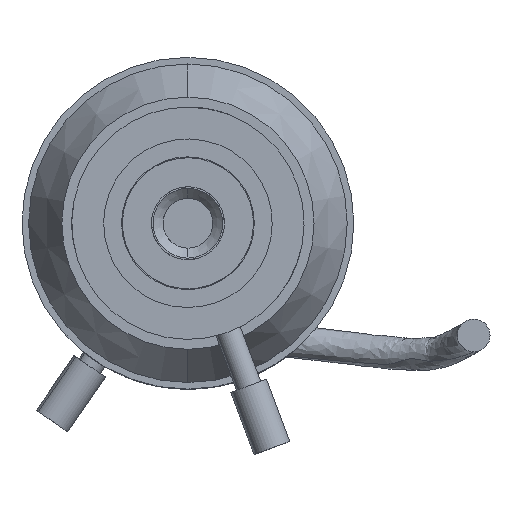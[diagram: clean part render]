
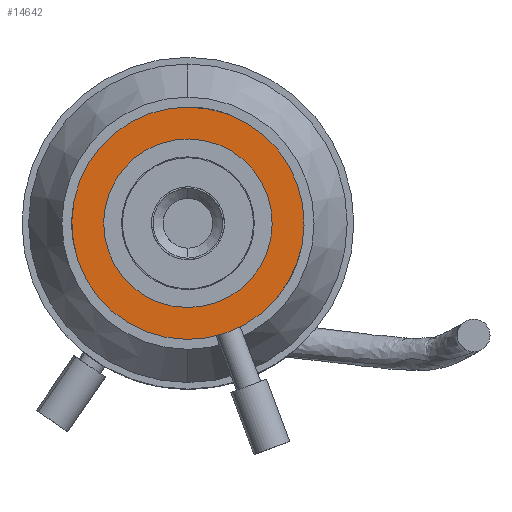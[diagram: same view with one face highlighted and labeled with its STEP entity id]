
A CAD part, left-side view. The second image highlights one B-rep face of the part: STEP entity #14642.
In plain terms, the highlighted face is planar.
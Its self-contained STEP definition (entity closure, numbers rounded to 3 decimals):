
#3486 = CARTESIAN_POINT ( 'NONE',  ( -39.58, 5.844, 8.812 ) ) ;
#3525 = CARTESIAN_POINT ( 'NONE',  ( -26.677, 5.844, 8.812 ) ) ;
#3596 = CARTESIAN_POINT ( 'NONE',  ( -33.128, 1.399, 8.812 ) ) ;
#3597 = AXIS2_PLACEMENT_3D ( 'NONE', #3596, #3658, #3657 ) ;
#3598 = FACE_OUTER_BOUND ( 'NONE', #14666, .T. ) ;
#3599 = FACE_BOUND ( 'NONE', #14646, .T. ) ;
#3605 = PLANE ( 'NONE',  #3597 ) ;
#3613 = DIRECTION ( 'NONE',  ( -1., 0., 0. ) ) ;
#3614 = DIRECTION ( 'NONE',  ( 0., 0., -1. ) ) ;
#3615 = CARTESIAN_POINT ( 'NONE',  ( -33.128, 5.844, 8.812 ) ) ;
#3616 = AXIS2_PLACEMENT_3D ( 'NONE', #3615, #3614, #3613 ) ;
#3622 = CIRCLE ( 'NONE', #3616, 6.452 ) ;
#3637 = DIRECTION ( 'NONE',  ( -1., 0., 0. ) ) ;
#3638 = DIRECTION ( 'NONE',  ( 0., 0., -1. ) ) ;
#3639 = CARTESIAN_POINT ( 'NONE',  ( -33.128, 5.844, 8.812 ) ) ;
#3640 = AXIS2_PLACEMENT_3D ( 'NONE', #3639, #3638, #3637 ) ;
#3641 = CIRCLE ( 'NONE', #3640, 8.89 ) ;
#3657 = DIRECTION ( 'NONE',  ( 1., 0., 0. ) ) ;
#3658 = DIRECTION ( 'NONE',  ( 0., 0., 1. ) ) ;
#3665 = DIRECTION ( 'NONE',  ( -1., 0., 0. ) ) ;
#3666 = DIRECTION ( 'NONE',  ( 0., 0., -1. ) ) ;
#3667 = AXIS2_PLACEMENT_3D ( 'NONE', #3674, #3666, #3665 ) ;
#3668 = CIRCLE ( 'NONE', #3667, 6.452 ) ;
#3674 = CARTESIAN_POINT ( 'NONE',  ( -33.128, 5.844, 8.812 ) ) ;
#3837 = CARTESIAN_POINT ( 'NONE',  ( -42.018, 5.844, 8.812 ) ) ;
#3838 = DIRECTION ( 'NONE',  ( -1., 0., 0. ) ) ;
#3839 = DIRECTION ( 'NONE',  ( 0., 0., -1. ) ) ;
#3840 = CARTESIAN_POINT ( 'NONE',  ( -33.128, 5.844, 8.812 ) ) ;
#3841 = AXIS2_PLACEMENT_3D ( 'NONE', #3840, #3839, #3838 ) ;
#3842 = CIRCLE ( 'NONE', #3841, 8.89 ) ;
#3854 = CARTESIAN_POINT ( 'NONE',  ( -24.238, 5.844, 8.812 ) ) ;
#14574 = VERTEX_POINT ( 'NONE', #3486 ) ;
#14587 = VERTEX_POINT ( 'NONE', #3525 ) ;
#14634 = EDGE_CURVE ( 'NONE', #14587, #14574, #3622, .T. ) ;
#14642 = ADVANCED_FACE ( 'NONE', ( #3599, #3598 ), #3605, .F. ) ;
#14643 = ORIENTED_EDGE ( 'NONE', *, *, #14675, .F. ) ;
#14646 = EDGE_LOOP ( 'NONE', ( #14643, #14676 ) ) ;
#14651 = EDGE_CURVE ( 'NONE', #14715, #14718, #3641, .T. ) ;
#14664 = ORIENTED_EDGE ( 'NONE', *, *, #14717, .T. ) ;
#14665 = ORIENTED_EDGE ( 'NONE', *, *, #14651, .T. ) ;
#14666 = EDGE_LOOP ( 'NONE', ( #14664, #14665 ) ) ;
#14675 = EDGE_CURVE ( 'NONE', #14574, #14587, #3668, .T. ) ;
#14676 = ORIENTED_EDGE ( 'NONE', *, *, #14634, .F. ) ;
#14715 = VERTEX_POINT ( 'NONE', #3854 ) ;
#14717 = EDGE_CURVE ( 'NONE', #14718, #14715, #3842, .T. ) ;
#14718 = VERTEX_POINT ( 'NONE', #3837 ) ;
